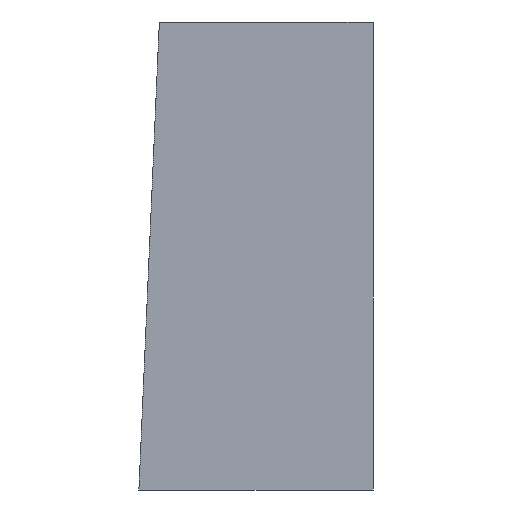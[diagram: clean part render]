
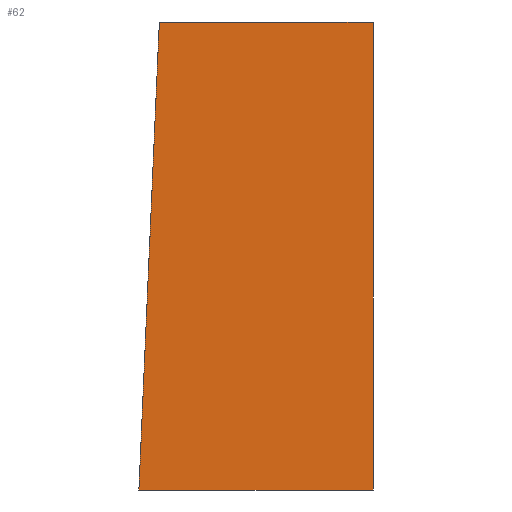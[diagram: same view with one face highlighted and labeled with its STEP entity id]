
A CAD part, left-side view. The second image highlights one B-rep face of the part: STEP entity #62.
In plain terms, the highlighted planar face has unit normal (-1, 0, 0).
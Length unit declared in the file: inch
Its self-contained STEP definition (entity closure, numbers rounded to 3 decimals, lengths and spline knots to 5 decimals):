
#16 = DIRECTION ( 'NONE',  ( 0., 0., 1. ) ) ;
#17 = CARTESIAN_POINT ( 'NONE',  ( -0.35433, 0., -0.3937 ) ) ;
#26 = CARTESIAN_POINT ( 'NONE',  ( -0.35433, 0., 0. ) ) ;
#33 = CARTESIAN_POINT ( 'NONE',  ( -0.35433, 0., -0.3937 ) ) ;
#35 = CARTESIAN_POINT ( 'NONE',  ( -0.35433, 0., -0.3937 ) ) ;
#36 = CARTESIAN_POINT ( 'NONE',  ( -0.35433, 0.197, -0.3937 ) ) ;
#37 = CARTESIAN_POINT ( 'NONE',  ( -0.35433, 0.17981, 0. ) ) ;
#56 = DIRECTION ( 'NONE',  ( 0., -1., 0. ) ) ;
#62 = ADVANCED_FACE ( 'NONE', ( #286 ), #343, .T. ) ;
#100 = EDGE_CURVE ( 'NONE', #378, #295, #170, .T. ) ;
#114 = EDGE_CURVE ( 'NONE', #295, #306, #272, .T. ) ;
#116 = EDGE_CURVE ( 'NONE', #378, #297, #248, .T. ) ;
#119 = EDGE_CURVE ( 'NONE', #297, #306, #206, .T. ) ;
#125 = AXIS2_PLACEMENT_3D ( 'NONE', #304, #311, #349 ) ;
#154 = ORIENTED_EDGE ( 'NONE', *, *, #119, .T. ) ;
#170 = LINE ( 'NONE', #336, #198 ) ;
#198 = VECTOR ( 'NONE', #345, 39.37008 ) ;
#206 = LINE ( 'NONE', #17, #294 ) ;
#211 = ORIENTED_EDGE ( 'NONE', *, *, #116, .T. ) ;
#219 = ORIENTED_EDGE ( 'NONE', *, *, #100, .F. ) ;
#248 = LINE ( 'NONE', #33, #257 ) ;
#252 = ORIENTED_EDGE ( 'NONE', *, *, #114, .F. ) ;
#257 = VECTOR ( 'NONE', #56, 39.37008 ) ;
#259 = VECTOR ( 'NONE', #328, 39.37008 ) ;
#272 = LINE ( 'NONE', #383, #259 ) ;
#275 = EDGE_LOOP ( 'NONE', ( #219, #211, #154, #252 ) ) ;
#286 = FACE_OUTER_BOUND ( 'NONE', #275, .T. ) ;
#294 = VECTOR ( 'NONE', #16, 39.37008 ) ;
#295 = VERTEX_POINT ( 'NONE', #37 ) ;
#297 = VERTEX_POINT ( 'NONE', #35 ) ;
#304 = CARTESIAN_POINT ( 'NONE',  ( -0.35433, 0., -0.3937 ) ) ;
#306 = VERTEX_POINT ( 'NONE', #26 ) ;
#311 = DIRECTION ( 'NONE',  ( -1., 0., 0. ) ) ;
#328 = DIRECTION ( 'NONE',  ( 0., -1., 0. ) ) ;
#336 = CARTESIAN_POINT ( 'NONE',  ( -0.35433, 0.19663, -0.38512 ) ) ;
#343 = PLANE ( 'NONE',  #125 ) ;
#345 = DIRECTION ( 'NONE',  ( 0., -0.044, 0.999 ) ) ;
#349 = DIRECTION ( 'NONE',  ( 0., 0., 1. ) ) ;
#378 = VERTEX_POINT ( 'NONE', #36 ) ;
#383 = CARTESIAN_POINT ( 'NONE',  ( -0.35433, 0., 0. ) ) ;
